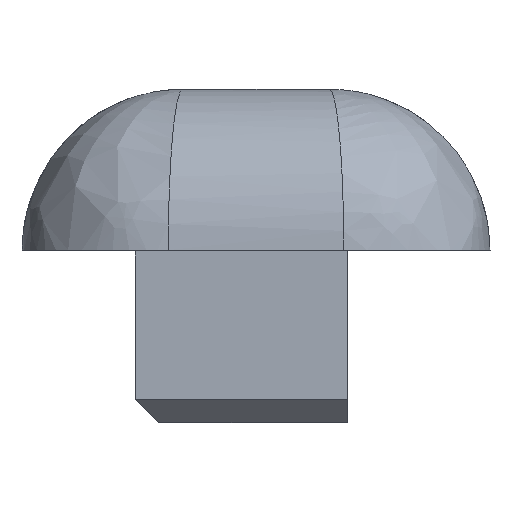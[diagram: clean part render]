
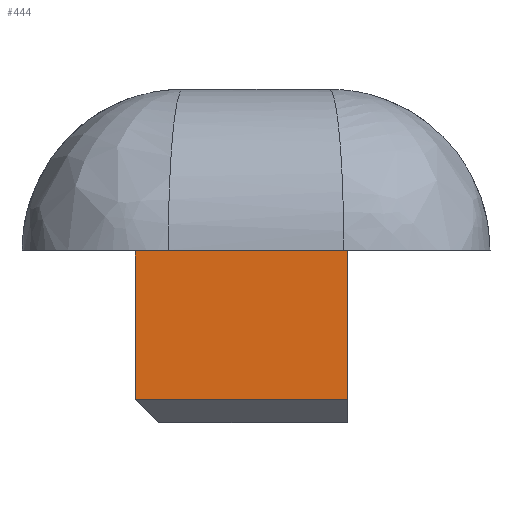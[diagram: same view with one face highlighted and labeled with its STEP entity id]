
A CAD part, left-side view. The second image highlights one B-rep face of the part: STEP entity #444.
In plain terms, the highlighted planar face has unit normal (-1, 0, 0).
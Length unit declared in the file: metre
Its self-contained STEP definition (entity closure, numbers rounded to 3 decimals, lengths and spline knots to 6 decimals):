
#80=CARTESIAN_POINT('',(-0.016005,0.019845,0.048806));
#81=VERTEX_POINT('',#80);
#105=CARTESIAN_POINT('',(-0.016005,0.012595,0.048806));
#106=VERTEX_POINT('',#105);
#113=CARTESIAN_POINT('',(-0.016005,0.010115,0.048806));
#114=DIRECTION('',(0.,1.,-0.));
#115=VECTOR('',#114,0.01221);
#116=LINE('',#113,#115);
#117=EDGE_CURVE('',#106,#81,#116,.T.);
#151=CARTESIAN_POINT('',(-0.016005,0.012595,0.056903));
#152=VERTEX_POINT('',#151);
#159=CARTESIAN_POINT('',(-0.016005,0.012595,-100.));
#160=DIRECTION('',(0.,0.,1.));
#161=VECTOR('',#160,200.);
#162=LINE('',#159,#161);
#163=EDGE_CURVE('',#106,#152,#162,.T.);
#216=CARTESIAN_POINT('',(-0.016005,0.019845,0.056687));
#217=VERTEX_POINT('',#216);
#218=CARTESIAN_POINT('',(-0.016005,0.019845,-100.));
#219=DIRECTION('',(-0.,-0.,1.));
#220=VECTOR('',#219,200.);
#221=LINE('',#218,#220);
#222=EDGE_CURVE('',#81,#217,#221,.T.);
#256=CARTESIAN_POINT('',(-0.016005,0.01872,0.056906));
#257=VERTEX_POINT('',#256);
#258=CARTESIAN_POINT('',(-0.016005,0.01872,0.053906));
#259=DIRECTION('',(-1.,-0.,0.));
#260=DIRECTION('',(0.,0.707,0.707));
#261=AXIS2_PLACEMENT_3D('',#258,#259,#260);
#262=CIRCLE('',#261,0.003);
#263=EDGE_CURVE('',#257,#217,#262,.T.);
#313=CARTESIAN_POINT('',(-0.016005,0.01272,0.056906));
#314=VERTEX_POINT('',#313);
#315=CARTESIAN_POINT('',(-0.016005,-100.,0.056906));
#316=DIRECTION('',(0.,1.,-0.));
#317=VECTOR('',#316,200.);
#318=LINE('',#315,#317);
#319=EDGE_CURVE('',#314,#257,#318,.T.);
#405=CARTESIAN_POINT('',(-0.016005,0.01272,0.053906));
#406=DIRECTION('',(-1.,-0.,-0.));
#407=DIRECTION('',(0.,-0.707,0.707));
#408=AXIS2_PLACEMENT_3D('',#405,#406,#407);
#409=CIRCLE('',#408,0.003);
#410=EDGE_CURVE('',#152,#314,#409,.T.);
#431=CARTESIAN_POINT('',(-0.016005,0.01572,0.052006));
#432=DIRECTION('',(-1.,0.,0.));
#433=DIRECTION('',(0.,-1.,0.));
#434=AXIS2_PLACEMENT_3D('',#431,#432,#433);
#435=PLANE('',#434);
#436=ORIENTED_EDGE('',*,*,#117,.F.);
#437=ORIENTED_EDGE('',*,*,#163,.T.);
#438=ORIENTED_EDGE('',*,*,#410,.T.);
#439=ORIENTED_EDGE('',*,*,#319,.T.);
#440=ORIENTED_EDGE('',*,*,#263,.T.);
#441=ORIENTED_EDGE('',*,*,#222,.F.);
#442=EDGE_LOOP('',(#436,#437,#438,#439,#440,#441));
#443=FACE_BOUND('',#442,.T.);
#444=ADVANCED_FACE('',(#443),#435,.T.);
